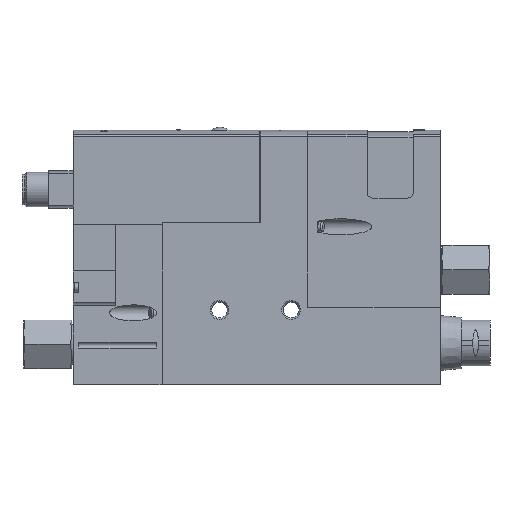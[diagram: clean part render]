
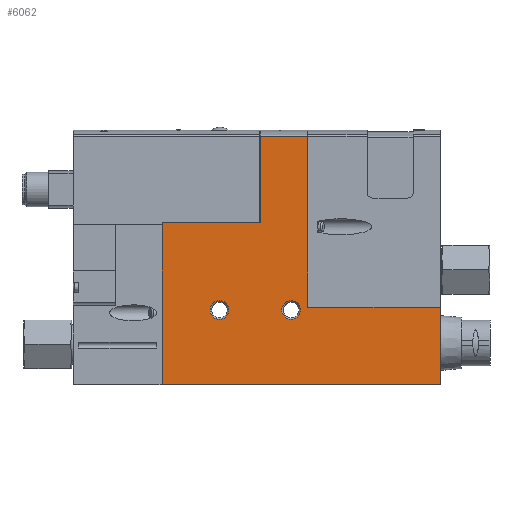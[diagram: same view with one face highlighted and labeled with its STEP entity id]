
A CAD part, top view. The second image highlights one B-rep face of the part: STEP entity #6062.
In plain terms, the highlighted planar face has unit normal (0, 0, 1).
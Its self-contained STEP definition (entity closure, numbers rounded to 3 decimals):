
#336=CIRCLE('',#6472,3.25);
#337=CIRCLE('',#6473,3.25);
#953=ORIENTED_EDGE('',*,*,#1952,.T.);
#954=ORIENTED_EDGE('',*,*,#1953,.T.);
#955=ORIENTED_EDGE('',*,*,#1948,.T.);
#956=ORIENTED_EDGE('',*,*,#1926,.T.);
#957=ORIENTED_EDGE('',*,*,#1735,.T.);
#958=ORIENTED_EDGE('',*,*,#1854,.T.);
#959=ORIENTED_EDGE('',*,*,#1934,.T.);
#960=ORIENTED_EDGE('',*,*,#1943,.T.);
#961=ORIENTED_EDGE('',*,*,#1945,.T.);
#962=ORIENTED_EDGE('',*,*,#1954,.T.);
#1735=EDGE_CURVE('',#2316,#2315,#2724,.T.);
#1854=EDGE_CURVE('',#2315,#2414,#2820,.T.);
#1926=EDGE_CURVE('',#2457,#2316,#2864,.T.);
#1934=EDGE_CURVE('',#2414,#2461,#2869,.T.);
#1943=EDGE_CURVE('',#2461,#2467,#2877,.T.);
#1945=EDGE_CURVE('',#2467,#2468,#2878,.T.);
#1948=EDGE_CURVE('',#2470,#2457,#2880,.T.);
#1952=EDGE_CURVE('',#2472,#2472,#336,.T.);
#1953=EDGE_CURVE('',#2473,#2473,#337,.T.);
#1954=EDGE_CURVE('',#2468,#2470,#2882,.T.);
#2315=VERTEX_POINT('',#8413);
#2316=VERTEX_POINT('',#8415);
#2414=VERTEX_POINT('',#8646);
#2457=VERTEX_POINT('',#8821);
#2461=VERTEX_POINT('',#8833);
#2467=VERTEX_POINT('',#8849);
#2468=VERTEX_POINT('',#8853);
#2470=VERTEX_POINT('',#8860);
#2472=VERTEX_POINT('',#8867);
#2473=VERTEX_POINT('',#8869);
#2724=LINE('',#8414,#3016);
#2820=LINE('',#8647,#3112);
#2864=LINE('',#8820,#3156);
#2869=LINE('',#8834,#3161);
#2877=LINE('',#8850,#3169);
#2878=LINE('',#8854,#3170);
#2880=LINE('',#8859,#3172);
#2882=LINE('',#8870,#3174);
#3016=VECTOR('',#6969,1000.);
#3112=VECTOR('',#7141,1000.);
#3156=VECTOR('',#7359,1000.);
#3161=VECTOR('',#7372,1000.);
#3169=VECTOR('',#7384,1000.);
#3170=VECTOR('',#7389,1000.);
#3172=VECTOR('',#7395,1000.);
#3174=VECTOR('',#7407,1000.);
#3410=EDGE_LOOP('',(#953));
#3411=EDGE_LOOP('',(#954));
#3412=EDGE_LOOP('',(#955,#956,#957,#958,#959,#960,#961,#962));
#3872=FACE_BOUND('',#3410,.T.);
#3873=FACE_BOUND('',#3411,.T.);
#3874=FACE_BOUND('',#3412,.T.);
#4258=PLANE('',#6471);
#6062=ADVANCED_FACE('',(#3872,#3873,#3874),#4258,.T.);
#6471=AXIS2_PLACEMENT_3D('',#8865,#7401,#7402);
#6472=AXIS2_PLACEMENT_3D('',#8866,#7403,#7404);
#6473=AXIS2_PLACEMENT_3D('',#8868,#7405,#7406);
#6969=DIRECTION('',(0.,-1.,0.));
#7141=DIRECTION('',(1.,0.,0.));
#7359=DIRECTION('',(-1.,0.,0.));
#7372=DIRECTION('',(0.,1.,0.));
#7384=DIRECTION('',(-1.,0.,0.));
#7389=DIRECTION('',(0.,1.,0.));
#7395=DIRECTION('',(0.,-1.,0.));
#7401=DIRECTION('',(0.,0.,1.));
#7402=DIRECTION('',(1.,0.,0.));
#7403=DIRECTION('',(0.,0.,-1.));
#7404=DIRECTION('',(-1.,0.,0.));
#7405=DIRECTION('',(0.,0.,-1.));
#7406=DIRECTION('',(-1.,0.,0.));
#7407=DIRECTION('',(-1.,0.,0.));
#8413=CARTESIAN_POINT('',(31.,0.,10.25));
#8414=CARTESIAN_POINT('',(31.,56.4,10.25));
#8415=CARTESIAN_POINT('',(31.,56.4,10.25));
#8646=CARTESIAN_POINT('',(128.,0.,10.25));
#8647=CARTESIAN_POINT('',(31.,0.,10.25));
#8820=CARTESIAN_POINT('',(65.3,56.4,10.25));
#8821=CARTESIAN_POINT('',(65.3,56.4,10.25));
#8833=CARTESIAN_POINT('',(128.,27.,10.25));
#8834=CARTESIAN_POINT('',(128.,0.,10.25));
#8849=CARTESIAN_POINT('',(81.749,27.,10.25));
#8850=CARTESIAN_POINT('',(128.,27.,10.25));
#8853=CARTESIAN_POINT('',(81.749,86.442,10.25));
#8854=CARTESIAN_POINT('',(81.749,27.,10.25));
#8859=CARTESIAN_POINT('',(65.3,90.,10.25));
#8860=CARTESIAN_POINT('',(65.3,86.442,10.25));
#8865=CARTESIAN_POINT('',(0.,0.,10.25));
#8866=CARTESIAN_POINT('',(76.,26.,10.25));
#8867=CARTESIAN_POINT('',(72.75,26.,10.25));
#8868=CARTESIAN_POINT('',(51.,26.,10.25));
#8869=CARTESIAN_POINT('',(47.75,26.,10.25));
#8870=CARTESIAN_POINT('',(81.75,86.442,10.25));
